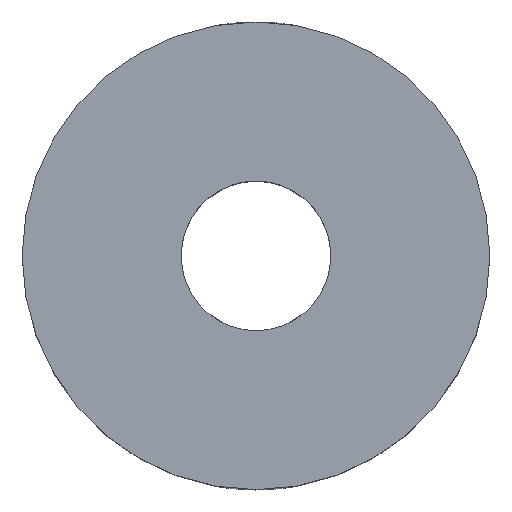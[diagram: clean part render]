
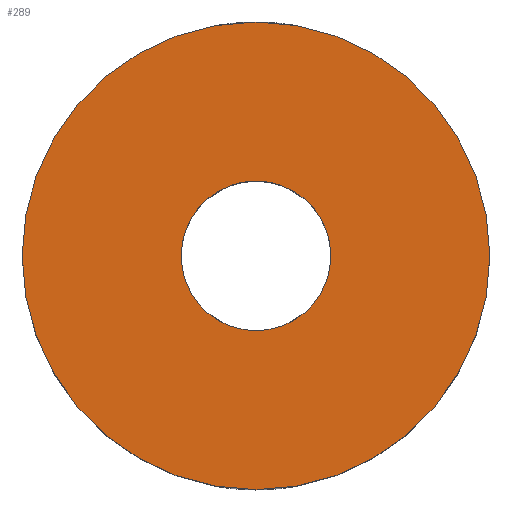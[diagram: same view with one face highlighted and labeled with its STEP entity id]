
A CAD part, top view. The second image highlights one B-rep face of the part: STEP entity #289.
In plain terms, the highlighted planar face has unit normal (0, 0, 1).
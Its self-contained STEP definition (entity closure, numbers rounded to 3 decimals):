
#35=FACE_BOUND('',#77,.T.);
#40=CIRCLE('',#318,4.);
#42=CIRCLE('',#321,12.5);
#56=FACE_OUTER_BOUND('',#76,.T.);
#76=EDGE_LOOP('',(#260));
#77=EDGE_LOOP('',(#261));
#150=VERTEX_POINT('',#595);
#152=VERTEX_POINT('',#601);
#186=EDGE_CURVE('',#150,#150,#40,.T.);
#189=EDGE_CURVE('',#152,#152,#42,.T.);
#260=ORIENTED_EDGE('',*,*,#189,.T.);
#261=ORIENTED_EDGE('',*,*,#186,.T.);
#275=PLANE('',#323);
#289=ADVANCED_FACE('',(#56,#35),#275,.T.);
#318=AXIS2_PLACEMENT_3D('',#596,#374,#375);
#321=AXIS2_PLACEMENT_3D('',#602,#381,#382);
#323=AXIS2_PLACEMENT_3D('',#606,#386,#387);
#374=DIRECTION('center_axis',(0.,0.,-1.));
#375=DIRECTION('ref_axis',(1.,0.,0.));
#381=DIRECTION('center_axis',(0.,0.,1.));
#382=DIRECTION('ref_axis',(1.,0.,0.));
#386=DIRECTION('center_axis',(0.,0.,1.));
#387=DIRECTION('ref_axis',(1.,0.,0.));
#595=CARTESIAN_POINT('',(-4.,0.,10.));
#596=CARTESIAN_POINT('Origin',(0.,0.,10.));
#601=CARTESIAN_POINT('',(-12.5,0.,10.));
#602=CARTESIAN_POINT('Origin',(0.,0.,10.));
#606=CARTESIAN_POINT('Origin',(0.,0.,10.));
